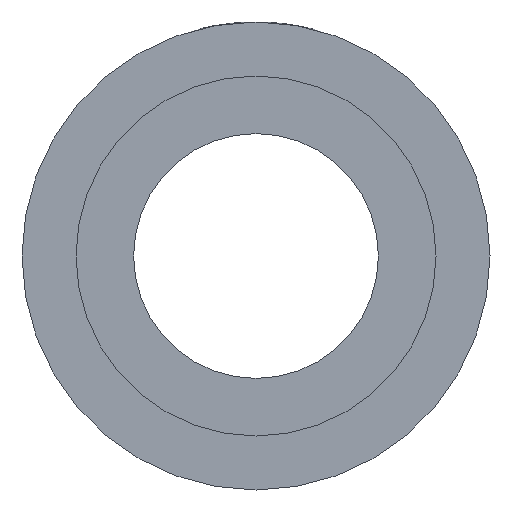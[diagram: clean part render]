
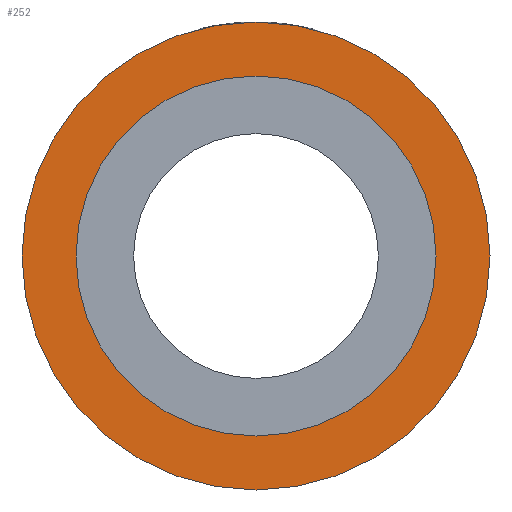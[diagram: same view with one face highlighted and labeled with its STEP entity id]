
A CAD part, front view. The second image highlights one B-rep face of the part: STEP entity #252.
In plain terms, the highlighted planar face has unit normal (0, -1, 0).
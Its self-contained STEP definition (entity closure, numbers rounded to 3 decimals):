
#26 = ORIENTED_EDGE ( 'NONE', *, *, #1067, .F. ) ;
#65 = DIRECTION ( 'NONE',  ( 0., 0., -1. ) ) ;
#94 = CARTESIAN_POINT ( 'NONE',  ( 0., 0., 6.5 ) ) ;
#117 = AXIS2_PLACEMENT_3D ( 'NONE', #849, #555, #171 ) ;
#158 = AXIS2_PLACEMENT_3D ( 'NONE', #1017, #1219, #404 ) ;
#161 = EDGE_LOOP ( 'NONE', ( #1141, #495 ) ) ;
#171 = DIRECTION ( 'NONE',  ( 0., 0., 1. ) ) ;
#235 = CARTESIAN_POINT ( 'NONE',  ( 0., 0., 0. ) ) ;
#252 = ADVANCED_FACE ( 'NONE', ( #1233, #870 ), #760, .F. ) ;
#310 = CARTESIAN_POINT ( 'NONE',  ( 0., 0., -5. ) ) ;
#313 = VERTEX_POINT ( 'NONE', #595 ) ;
#315 = ORIENTED_EDGE ( 'NONE', *, *, #871, .F. ) ;
#354 = EDGE_LOOP ( 'NONE', ( #315, #26 ) ) ;
#378 = CIRCLE ( 'NONE', #158, 6.5 ) ;
#404 = DIRECTION ( 'NONE',  ( 0., 0., 1. ) ) ;
#471 = VERTEX_POINT ( 'NONE', #699 ) ;
#495 = ORIENTED_EDGE ( 'NONE', *, *, #1016, .F. ) ;
#504 = CIRCLE ( 'NONE', #1002, 5. ) ;
#538 = CARTESIAN_POINT ( 'NONE',  ( 0., 0., 0. ) ) ;
#555 = DIRECTION ( 'NONE',  ( 0., 1., 0. ) ) ;
#590 = CIRCLE ( 'NONE', #802, 5. ) ;
#595 = CARTESIAN_POINT ( 'NONE',  ( 0., 0., -6.5 ) ) ;
#667 = EDGE_CURVE ( 'NONE', #471, #885, #590, .T. ) ;
#684 = AXIS2_PLACEMENT_3D ( 'NONE', #538, #850, #1149 ) ;
#699 = CARTESIAN_POINT ( 'NONE',  ( 0., 0., 5. ) ) ;
#731 = DIRECTION ( 'NONE',  ( 0., -1., 0. ) ) ;
#760 = PLANE ( 'NONE',  #117 ) ;
#786 = VERTEX_POINT ( 'NONE', #94 ) ;
#802 = AXIS2_PLACEMENT_3D ( 'NONE', #1159, #969, #65 ) ;
#849 = CARTESIAN_POINT ( 'NONE',  ( 0., 0., 0. ) ) ;
#850 = DIRECTION ( 'NONE',  ( 0., 1., 0. ) ) ;
#870 = FACE_OUTER_BOUND ( 'NONE', #354, .T. ) ;
#871 = EDGE_CURVE ( 'NONE', #313, #786, #378, .T. ) ;
#885 = VERTEX_POINT ( 'NONE', #310 ) ;
#932 = DIRECTION ( 'NONE',  ( 0., 0., -1. ) ) ;
#969 = DIRECTION ( 'NONE',  ( 0., -1., 0. ) ) ;
#1002 = AXIS2_PLACEMENT_3D ( 'NONE', #235, #731, #932 ) ;
#1016 = EDGE_CURVE ( 'NONE', #885, #471, #504, .T. ) ;
#1017 = CARTESIAN_POINT ( 'NONE',  ( 0., 0., 0. ) ) ;
#1067 = EDGE_CURVE ( 'NONE', #786, #313, #1187, .T. ) ;
#1141 = ORIENTED_EDGE ( 'NONE', *, *, #667, .F. ) ;
#1149 = DIRECTION ( 'NONE',  ( 0., 0., 1. ) ) ;
#1159 = CARTESIAN_POINT ( 'NONE',  ( 0., 0., 0. ) ) ;
#1187 = CIRCLE ( 'NONE', #684, 6.5 ) ;
#1219 = DIRECTION ( 'NONE',  ( 0., 1., 0. ) ) ;
#1233 = FACE_BOUND ( 'NONE', #161, .T. ) ;
